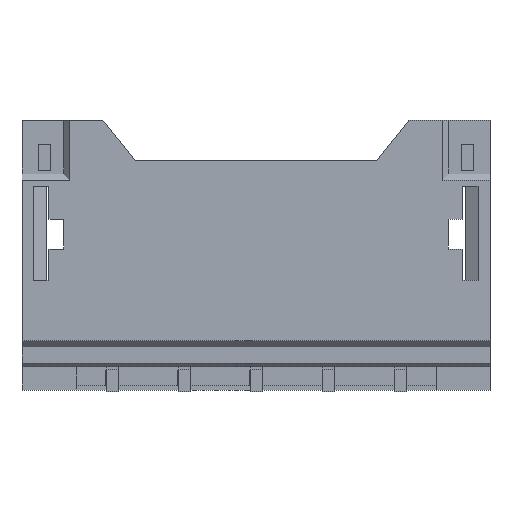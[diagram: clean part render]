
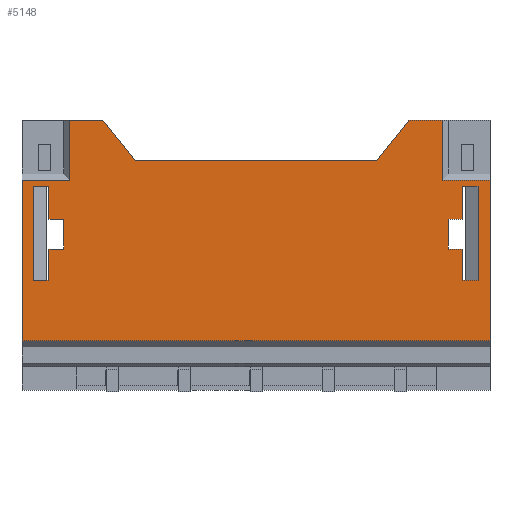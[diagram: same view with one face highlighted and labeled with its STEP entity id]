
A CAD part, front view. The second image highlights one B-rep face of the part: STEP entity #5148.
In plain terms, the highlighted planar face has unit normal (0, -1, 0).
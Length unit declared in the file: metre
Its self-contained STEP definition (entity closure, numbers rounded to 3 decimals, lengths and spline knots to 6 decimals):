
#88=FACE_BOUND('',#501,.T.);
#89=FACE_BOUND('',#502,.T.);
#241=FACE_OUTER_BOUND('',#500,.T.);
#500=EDGE_LOOP('',(#4077,#4078,#4079,#4080,#4081,#4082,#4083,#4084,#4085,
#4086,#4087,#4088));
#501=EDGE_LOOP('',(#4089,#4090,#4091,#4092,#4093,#4094,#4095,#4096));
#502=EDGE_LOOP('',(#4097,#4098,#4099,#4100,#4101,#4102,#4103,#4104));
#711=LINE('',#7022,#1433);
#750=LINE('',#7111,#1472);
#780=LINE('',#7176,#1502);
#817=LINE('',#7258,#1539);
#1048=LINE('',#7715,#1770);
#1069=LINE('',#7757,#1791);
#1081=LINE('',#7778,#1803);
#1105=LINE('',#7825,#1827);
#1115=LINE('',#7846,#1837);
#1117=LINE('',#7849,#1839);
#1149=LINE('',#7911,#1871);
#1163=LINE('',#7941,#1885);
#1179=LINE('',#7968,#1901);
#1180=LINE('',#7970,#1902);
#1181=LINE('',#7971,#1903);
#1182=LINE('',#7972,#1904);
#1183=LINE('',#7973,#1905);
#1184=LINE('',#7975,#1906);
#1185=LINE('',#7976,#1907);
#1186=LINE('',#7978,#1908);
#1187=LINE('',#7979,#1909);
#1188=LINE('',#7981,#1910);
#1189=LINE('',#7983,#1911);
#1190=LINE('',#7985,#1912);
#1191=LINE('',#7986,#1913);
#1192=LINE('',#7988,#1914);
#1193=LINE('',#7989,#1915);
#1194=LINE('',#7990,#1916);
#1433=VECTOR('',#5683,1.);
#1472=VECTOR('',#5746,1.);
#1502=VECTOR('',#5788,1.);
#1539=VECTOR('',#5849,1.);
#1770=VECTOR('',#6182,1.);
#1791=VECTOR('',#6215,1.);
#1803=VECTOR('',#6237,1.);
#1827=VECTOR('',#6281,1.);
#1837=VECTOR('',#6297,1.);
#1839=VECTOR('',#6301,1.);
#1871=VECTOR('',#6363,1.);
#1885=VECTOR('',#6397,1.);
#1901=VECTOR('',#6427,1.);
#1902=VECTOR('',#6430,1.);
#1903=VECTOR('',#6431,1.);
#1904=VECTOR('',#6432,1.);
#1905=VECTOR('',#6433,1.);
#1906=VECTOR('',#6434,1.);
#1907=VECTOR('',#6435,1.);
#1908=VECTOR('',#6436,1.);
#1909=VECTOR('',#6437,1.);
#1910=VECTOR('',#6438,1.);
#1911=VECTOR('',#6439,1.);
#1912=VECTOR('',#6440,1.);
#1913=VECTOR('',#6441,1.);
#1914=VECTOR('',#6442,1.);
#1915=VECTOR('',#6443,1.);
#1916=VECTOR('',#6444,1.);
#2151=VERTEX_POINT('',#7020);
#2152=VERTEX_POINT('',#7021);
#2189=VERTEX_POINT('',#7109);
#2190=VERTEX_POINT('',#7110);
#2218=VERTEX_POINT('',#7173);
#2219=VERTEX_POINT('',#7175);
#2250=VERTEX_POINT('',#7252);
#2252=VERTEX_POINT('',#7256);
#2425=VERTEX_POINT('',#7709);
#2427=VERTEX_POINT('',#7713);
#2441=VERTEX_POINT('',#7754);
#2442=VERTEX_POINT('',#7756);
#2446=VERTEX_POINT('',#7776);
#2457=VERTEX_POINT('',#7819);
#2459=VERTEX_POINT('',#7823);
#2466=VERTEX_POINT('',#7842);
#2467=VERTEX_POINT('',#7844);
#2481=VERTEX_POINT('',#7907);
#2482=VERTEX_POINT('',#7909);
#2487=VERTEX_POINT('',#7938);
#2488=VERTEX_POINT('',#7940);
#2492=VERTEX_POINT('',#7966);
#2493=VERTEX_POINT('',#7974);
#2494=VERTEX_POINT('',#7977);
#2495=VERTEX_POINT('',#7980);
#2496=VERTEX_POINT('',#7982);
#2497=VERTEX_POINT('',#7984);
#2498=VERTEX_POINT('',#7987);
#2641=EDGE_CURVE('',#2151,#2152,#711,.T.);
#2683=EDGE_CURVE('',#2189,#2190,#750,.T.);
#2714=EDGE_CURVE('',#2219,#2218,#780,.T.);
#2753=EDGE_CURVE('',#2250,#2252,#817,.T.);
#2986=EDGE_CURVE('',#2425,#2427,#1048,.T.);
#3007=EDGE_CURVE('',#2441,#2442,#1069,.T.);
#3019=EDGE_CURVE('',#2218,#2446,#1081,.T.);
#3043=EDGE_CURVE('',#2457,#2459,#1105,.T.);
#3053=EDGE_CURVE('',#2467,#2466,#1115,.T.);
#3055=EDGE_CURVE('',#2152,#2250,#1117,.T.);
#3087=EDGE_CURVE('',#2481,#2482,#1149,.T.);
#3102=EDGE_CURVE('',#2487,#2488,#1163,.T.);
#3118=EDGE_CURVE('',#2252,#2492,#1179,.T.);
#3119=EDGE_CURVE('',#2219,#2441,#1180,.T.);
#3120=EDGE_CURVE('',#2446,#2190,#1181,.T.);
#3121=EDGE_CURVE('',#2189,#2488,#1182,.T.);
#3122=EDGE_CURVE('',#2481,#2487,#1183,.T.);
#3123=EDGE_CURVE('',#2493,#2482,#1184,.T.);
#3124=EDGE_CURVE('',#2442,#2493,#1185,.T.);
#3125=EDGE_CURVE('',#2494,#2459,#1186,.T.);
#3126=EDGE_CURVE('',#2425,#2494,#1187,.T.);
#3127=EDGE_CURVE('',#2427,#2495,#1188,.T.);
#3128=EDGE_CURVE('',#2496,#2495,#1189,.T.);
#3129=EDGE_CURVE('',#2496,#2497,#1190,.T.);
#3130=EDGE_CURVE('',#2497,#2457,#1191,.T.);
#3131=EDGE_CURVE('',#2492,#2498,#1192,.T.);
#3132=EDGE_CURVE('',#2498,#2466,#1193,.T.);
#3133=EDGE_CURVE('',#2151,#2467,#1194,.T.);
#4077=ORIENTED_EDGE('',*,*,#3007,.F.);
#4078=ORIENTED_EDGE('',*,*,#3119,.F.);
#4079=ORIENTED_EDGE('',*,*,#2714,.T.);
#4080=ORIENTED_EDGE('',*,*,#3019,.T.);
#4081=ORIENTED_EDGE('',*,*,#3120,.T.);
#4082=ORIENTED_EDGE('',*,*,#2683,.F.);
#4083=ORIENTED_EDGE('',*,*,#3121,.T.);
#4084=ORIENTED_EDGE('',*,*,#3102,.F.);
#4085=ORIENTED_EDGE('',*,*,#3122,.F.);
#4086=ORIENTED_EDGE('',*,*,#3087,.T.);
#4087=ORIENTED_EDGE('',*,*,#3123,.F.);
#4088=ORIENTED_EDGE('',*,*,#3124,.F.);
#4089=ORIENTED_EDGE('',*,*,#3125,.F.);
#4090=ORIENTED_EDGE('',*,*,#3126,.F.);
#4091=ORIENTED_EDGE('',*,*,#2986,.T.);
#4092=ORIENTED_EDGE('',*,*,#3127,.T.);
#4093=ORIENTED_EDGE('',*,*,#3128,.F.);
#4094=ORIENTED_EDGE('',*,*,#3129,.T.);
#4095=ORIENTED_EDGE('',*,*,#3130,.T.);
#4096=ORIENTED_EDGE('',*,*,#3043,.T.);
#4097=ORIENTED_EDGE('',*,*,#3118,.T.);
#4098=ORIENTED_EDGE('',*,*,#3131,.T.);
#4099=ORIENTED_EDGE('',*,*,#3132,.T.);
#4100=ORIENTED_EDGE('',*,*,#3053,.F.);
#4101=ORIENTED_EDGE('',*,*,#3133,.F.);
#4102=ORIENTED_EDGE('',*,*,#2641,.T.);
#4103=ORIENTED_EDGE('',*,*,#3055,.T.);
#4104=ORIENTED_EDGE('',*,*,#2753,.T.);
#4893=PLANE('',#5430);
#5148=ADVANCED_FACE('',(#241,#88,#89),#4893,.F.);
#5430=AXIS2_PLACEMENT_3D('',#7969,#6428,#6429);
#5683=DIRECTION('',(0.,0.,1.));
#5746=DIRECTION('',(1.,0.,0.));
#5788=DIRECTION('',(-0.622,0.,-0.783));
#5849=DIRECTION('',(0.,0.,1.));
#6182=DIRECTION('',(0.,0.,1.));
#6215=DIRECTION('',(0.,0.,-1.));
#6237=DIRECTION('',(-1.,0.,0.));
#6281=DIRECTION('',(-1.,0.,0.));
#6297=DIRECTION('',(0.,0.,1.));
#6301=DIRECTION('',(-1.,0.,0.));
#6363=DIRECTION('',(1.,0.,0.));
#6397=DIRECTION('',(1.,0.,0.));
#6427=DIRECTION('',(1.,0.,0.));
#6428=DIRECTION('center_axis',(0.,1.,0.));
#6429=DIRECTION('ref_axis',(1.,0.,0.));
#6430=DIRECTION('',(1.,0.,0.));
#6431=DIRECTION('',(-0.622,0.,0.783));
#6432=DIRECTION('',(0.,0.,-1.));
#6433=DIRECTION('',(0.,0.,1.));
#6434=DIRECTION('',(0.,0.,-1.));
#6435=DIRECTION('',(1.,0.,0.));
#6436=DIRECTION('',(0.,0.,1.));
#6437=DIRECTION('',(1.,0.,0.));
#6438=DIRECTION('',(1.,0.,0.));
#6439=DIRECTION('',(0.,0.,1.));
#6440=DIRECTION('',(1.,0.,0.));
#6441=DIRECTION('',(0.,0.,-1.));
#6442=DIRECTION('',(0.,0.,1.));
#6443=DIRECTION('',(1.,0.,0.));
#6444=DIRECTION('',(1.,0.,0.));
#7020=CARTESIAN_POINT('',(0.00345,-0.0014,-0.00042));
#7021=CARTESIAN_POINT('',(0.00345,-0.0014,0.0001));
#7022=CARTESIAN_POINT('',(0.00345,-0.0014,-0.00042));
#7109=CARTESIAN_POINT('',(-0.0031,-0.0014,0.00225));
#7110=CARTESIAN_POINT('',(-0.00255,-0.0014,0.00225));
#7111=CARTESIAN_POINT('',(-0.0031,-0.0014,0.00225));
#7173=CARTESIAN_POINT('',(0.00201,-0.0014,0.00157));
#7175=CARTESIAN_POINT('',(0.00255,-0.0014,0.00225));
#7176=CARTESIAN_POINT('',(0.00255,-0.0014,0.00225));
#7252=CARTESIAN_POINT('',(0.0032,-0.0014,0.0001));
#7256=CARTESIAN_POINT('',(0.0032,-0.0014,0.0006));
#7258=CARTESIAN_POINT('',(0.0032,-0.0014,0.0001));
#7709=CARTESIAN_POINT('',(-0.0037,-0.0014,-0.00042));
#7713=CARTESIAN_POINT('',(-0.0037,-0.0014,0.00115));
#7715=CARTESIAN_POINT('',(-0.0037,-0.0014,-0.00042));
#7754=CARTESIAN_POINT('',(0.0031,-0.0014,0.00225));
#7756=CARTESIAN_POINT('',(0.0031,-0.0014,0.00125));
#7757=CARTESIAN_POINT('',(0.0031,-0.0014,0.00225));
#7776=CARTESIAN_POINT('',(-0.00201,-0.0014,0.00157));
#7778=CARTESIAN_POINT('',(0.00201,-0.0014,0.00157));
#7819=CARTESIAN_POINT('',(-0.0032,-0.0014,0.0001));
#7823=CARTESIAN_POINT('',(-0.00345,-0.0014,0.0001));
#7825=CARTESIAN_POINT('',(-0.0032,-0.0014,0.0001));
#7842=CARTESIAN_POINT('',(0.0037,-0.0014,0.00115));
#7844=CARTESIAN_POINT('',(0.0037,-0.0014,-0.00042));
#7846=CARTESIAN_POINT('',(0.0037,-0.0014,-0.00042));
#7849=CARTESIAN_POINT('',(0.00345,-0.0014,0.0001));
#7907=CARTESIAN_POINT('',(-0.0039,-0.0014,-0.00143));
#7909=CARTESIAN_POINT('',(0.0039,-0.0014,-0.00143));
#7911=CARTESIAN_POINT('',(-0.0039,-0.0014,-0.00143));
#7938=CARTESIAN_POINT('',(-0.0039,-0.0014,0.00125));
#7940=CARTESIAN_POINT('',(-0.0031,-0.0014,0.00125));
#7941=CARTESIAN_POINT('',(-0.0039,-0.0014,0.00125));
#7966=CARTESIAN_POINT('',(0.00345,-0.0014,0.0006));
#7968=CARTESIAN_POINT('',(0.0032,-0.0014,0.0006));
#7969=CARTESIAN_POINT('Origin',(0.,-0.0014,0.));
#7970=CARTESIAN_POINT('',(0.00255,-0.0014,0.00225));
#7971=CARTESIAN_POINT('',(-0.00201,-0.0014,0.00157));
#7972=CARTESIAN_POINT('',(-0.0031,-0.0014,0.00225));
#7973=CARTESIAN_POINT('',(-0.0039,-0.0014,-0.00143));
#7974=CARTESIAN_POINT('',(0.0039,-0.0014,0.00125));
#7975=CARTESIAN_POINT('',(0.0039,-0.0014,0.00125));
#7976=CARTESIAN_POINT('',(0.0031,-0.0014,0.00125));
#7977=CARTESIAN_POINT('',(-0.00345,-0.0014,-0.00042));
#7978=CARTESIAN_POINT('',(-0.00345,-0.0014,-0.00042));
#7979=CARTESIAN_POINT('',(-0.0037,-0.0014,-0.00042));
#7980=CARTESIAN_POINT('',(-0.00345,-0.0014,0.00115));
#7981=CARTESIAN_POINT('',(-0.0037,-0.0014,0.00115));
#7982=CARTESIAN_POINT('',(-0.00345,-0.0014,0.0006));
#7983=CARTESIAN_POINT('',(-0.00345,-0.0014,0.0006));
#7984=CARTESIAN_POINT('',(-0.0032,-0.0014,0.0006));
#7985=CARTESIAN_POINT('',(-0.00345,-0.0014,0.0006));
#7986=CARTESIAN_POINT('',(-0.0032,-0.0014,0.0006));
#7987=CARTESIAN_POINT('',(0.00345,-0.0014,0.00115));
#7988=CARTESIAN_POINT('',(0.00345,-0.0014,0.0006));
#7989=CARTESIAN_POINT('',(0.00345,-0.0014,0.00115));
#7990=CARTESIAN_POINT('',(0.00345,-0.0014,-0.00042));
